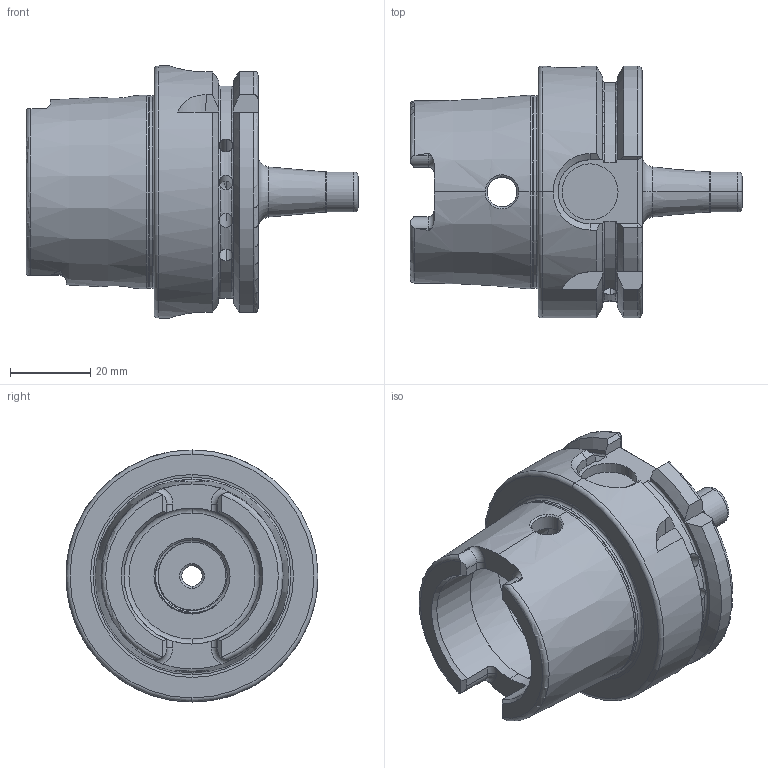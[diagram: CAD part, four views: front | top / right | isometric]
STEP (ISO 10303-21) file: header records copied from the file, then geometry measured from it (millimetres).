
FILE_DESCRIPTION (( 'STEP AP203' ), '1' );
FILE_NAME ('A63.06.06.STEP', '2016-10-11T00:44:55', ( '' ), ( '' ), 'SwSTEP 2.0', 'SolidWorks 2012', '' );
FILE_SCHEMA (( 'CONFIG_CONTROL_DESIGN' ));
Length unit declared in the file: millimetre
Products named in the file (1): A63.06.06
Bounding box: 83 x 63 x 63 mm (x, y, z)
Volume: 82010.5 mm3; surface area: 24862.5 mm2
Topology: 1 solids, 1 shells, 255 faces, 689 edges, 432 vertices
Faces by surface type: cylinder 111, plane 60, torus 35, cone 33, bspline 16
Entity records: 19962 total; most frequent: CARTESIAN_POINT 14100, ORIENTED_EDGE 1358, DIRECTION 1063, EDGE_CURVE 679, VERTEX_POINT 432, AXIS2_PLACEMENT_3D 420, EDGE_LOOP 267, FACE_OUTER_BOUND 255
